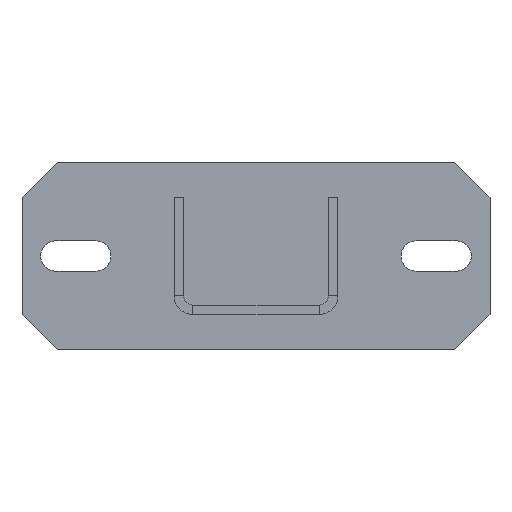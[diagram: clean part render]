
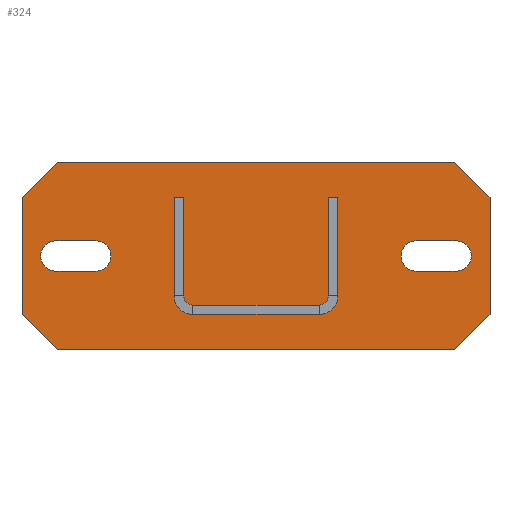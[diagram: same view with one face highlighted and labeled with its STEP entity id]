
A CAD part, front view. The second image highlights one B-rep face of the part: STEP entity #324.
In plain terms, the highlighted face is planar.
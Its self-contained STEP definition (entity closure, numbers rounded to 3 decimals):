
#10=DIRECTION('',(0.707,-0.707,0.));
#11=VECTOR('',#10,21.213);
#12=CARTESIAN_POINT('',(-1314.668,-20.426,8.));
#13=LINE('',#12,#11);
#14=DIRECTION('',(0.,-1.,0.));
#15=VECTOR('',#14,50.);
#16=CARTESIAN_POINT('',(-1314.668,29.574,8.));
#17=LINE('',#16,#15);
#18=DIRECTION('',(-0.707,-0.707,0.));
#19=VECTOR('',#18,21.213);
#20=CARTESIAN_POINT('',(-1299.668,44.574,8.));
#21=LINE('',#20,#19);
#22=DIRECTION('',(-1.,0.,0.));
#23=VECTOR('',#22,170.);
#24=CARTESIAN_POINT('',(-1129.668,44.574,8.));
#25=LINE('',#24,#23);
#26=DIRECTION('',(-0.707,0.707,0.));
#27=VECTOR('',#26,21.213);
#28=CARTESIAN_POINT('',(-1114.668,29.574,8.));
#29=LINE('',#28,#27);
#30=DIRECTION('',(0.,1.,0.));
#31=VECTOR('',#30,50.);
#32=CARTESIAN_POINT('',(-1114.668,-20.426,8.));
#33=LINE('',#32,#31);
#34=DIRECTION('',(0.707,0.707,0.));
#35=VECTOR('',#34,21.213);
#36=CARTESIAN_POINT('',(-1129.668,-35.426,8.));
#37=LINE('',#36,#35);
#38=DIRECTION('',(1.,0.,0.));
#39=VECTOR('',#38,170.);
#40=CARTESIAN_POINT('',(-1299.668,-35.426,8.));
#41=LINE('',#40,#39);
#42=CARTESIAN_POINT('',(-1300.168,4.574,8.));
#43=DIRECTION('',(0.,0.,-1.));
#44=DIRECTION('',(0.,-1.,0.));
#45=AXIS2_PLACEMENT_3D('',#42,#43,#44);
#47=CARTESIAN_POINT('',(-1283.168,4.574,8.));
#48=DIRECTION('',(0.,0.,-1.));
#49=DIRECTION('',(0.,1.,0.));
#50=AXIS2_PLACEMENT_3D('',#47,#48,#49);
#52=CARTESIAN_POINT('',(-1129.168,4.574,8.));
#53=DIRECTION('',(0.,0.,-1.));
#54=DIRECTION('',(0.,1.,0.));
#55=AXIS2_PLACEMENT_3D('',#52,#53,#54);
#57=CARTESIAN_POINT('',(-1146.168,4.574,8.));
#58=DIRECTION('',(0.,0.,-1.));
#59=DIRECTION('',(0.,-1.,0.));
#60=AXIS2_PLACEMENT_3D('',#57,#58,#59);
#154=DIRECTION('',(-1.,0.,0.));
#155=VECTOR('',#154,17.);
#156=CARTESIAN_POINT('',(-1283.168,11.074,8.));
#157=LINE('',#156,#155);
#170=DIRECTION('',(1.,0.,0.));
#171=VECTOR('',#170,17.);
#172=CARTESIAN_POINT('',(-1300.168,-1.926,8.));
#173=LINE('',#172,#171);
#178=DIRECTION('',(1.,0.,0.));
#179=VECTOR('',#178,17.);
#180=CARTESIAN_POINT('',(-1146.168,-1.926,8.));
#181=LINE('',#180,#179);
#194=DIRECTION('',(-1.,0.,0.));
#195=VECTOR('',#194,17.);
#196=CARTESIAN_POINT('',(-1129.168,11.074,8.));
#197=LINE('',#196,#195);
#202=CARTESIAN_POINT('',(-1314.668,-20.426,8.));
#203=CARTESIAN_POINT('',(-1299.668,-35.426,8.));
#204=VERTEX_POINT('',#202);
#205=VERTEX_POINT('',#203);
#210=CARTESIAN_POINT('',(-1314.668,29.574,8.));
#211=VERTEX_POINT('',#210);
#214=CARTESIAN_POINT('',(-1299.668,44.574,8.));
#215=VERTEX_POINT('',#214);
#218=CARTESIAN_POINT('',(-1129.668,44.574,8.));
#219=VERTEX_POINT('',#218);
#222=CARTESIAN_POINT('',(-1114.668,29.574,8.));
#223=VERTEX_POINT('',#222);
#226=CARTESIAN_POINT('',(-1114.668,-20.426,8.));
#227=VERTEX_POINT('',#226);
#230=CARTESIAN_POINT('',(-1129.668,-35.426,8.));
#231=VERTEX_POINT('',#230);
#234=CARTESIAN_POINT('',(-1300.168,-1.926,8.));
#235=CARTESIAN_POINT('',(-1300.168,11.074,8.));
#236=VERTEX_POINT('',#234);
#237=VERTEX_POINT('',#235);
#242=CARTESIAN_POINT('',(-1283.168,11.074,8.));
#243=VERTEX_POINT('',#242);
#246=CARTESIAN_POINT('',(-1283.168,-1.926,8.));
#247=VERTEX_POINT('',#246);
#250=CARTESIAN_POINT('',(-1129.168,11.074,8.));
#251=CARTESIAN_POINT('',(-1129.168,-1.926,8.));
#252=VERTEX_POINT('',#250);
#253=VERTEX_POINT('',#251);
#258=CARTESIAN_POINT('',(-1146.168,-1.926,8.));
#259=VERTEX_POINT('',#258);
#262=CARTESIAN_POINT('',(-1146.168,11.074,8.));
#263=VERTEX_POINT('',#262);
#282=CARTESIAN_POINT('',(-1214.668,4.574,8.));
#283=DIRECTION('',(0.,0.,1.));
#284=DIRECTION('',(1.,0.,0.));
#285=AXIS2_PLACEMENT_3D('',#282,#283,#284);
#286=PLANE('',#285);
#288=ORIENTED_EDGE('',*,*,#287,.F.);
#290=ORIENTED_EDGE('',*,*,#289,.F.);
#292=ORIENTED_EDGE('',*,*,#291,.F.);
#294=ORIENTED_EDGE('',*,*,#293,.F.);
#296=ORIENTED_EDGE('',*,*,#295,.F.);
#298=ORIENTED_EDGE('',*,*,#297,.F.);
#300=ORIENTED_EDGE('',*,*,#299,.F.);
#302=ORIENTED_EDGE('',*,*,#301,.F.);
#303=EDGE_LOOP('',(#288,#290,#292,#294,#296,#298,#300,#302));
#304=FACE_OUTER_BOUND('',#303,.F.);
#306=ORIENTED_EDGE('',*,*,#305,.F.);
#308=ORIENTED_EDGE('',*,*,#307,.T.);
#310=ORIENTED_EDGE('',*,*,#309,.F.);
#312=ORIENTED_EDGE('',*,*,#311,.T.);
#313=EDGE_LOOP('',(#306,#308,#310,#312));
#314=FACE_BOUND('',#313,.F.);
#315=ORIENTED_EDGE('',*,*,#271,.F.);
#317=ORIENTED_EDGE('',*,*,#316,.T.);
#319=ORIENTED_EDGE('',*,*,#318,.F.);
#321=ORIENTED_EDGE('',*,*,#320,.T.);
#322=EDGE_LOOP('',(#315,#317,#319,#321));
#323=FACE_BOUND('',#322,.F.);
#324=ADVANCED_FACE('',(#304,#314,#323),#286,.T.);
#46=CIRCLE('',#45,6.5);
#51=CIRCLE('',#50,6.5);
#56=CIRCLE('',#55,6.5);
#61=CIRCLE('',#60,6.5);
#271=EDGE_CURVE('',#252,#253,#56,.T.);
#287=EDGE_CURVE('',#204,#205,#13,.T.);
#289=EDGE_CURVE('',#211,#204,#17,.T.);
#291=EDGE_CURVE('',#215,#211,#21,.T.);
#293=EDGE_CURVE('',#219,#215,#25,.T.);
#295=EDGE_CURVE('',#223,#219,#29,.T.);
#297=EDGE_CURVE('',#227,#223,#33,.T.);
#299=EDGE_CURVE('',#231,#227,#37,.T.);
#301=EDGE_CURVE('',#205,#231,#41,.T.);
#305=EDGE_CURVE('',#236,#237,#46,.T.);
#307=EDGE_CURVE('',#236,#247,#173,.T.);
#309=EDGE_CURVE('',#243,#247,#51,.T.);
#311=EDGE_CURVE('',#243,#237,#157,.T.);
#316=EDGE_CURVE('',#252,#263,#197,.T.);
#318=EDGE_CURVE('',#259,#263,#61,.T.);
#320=EDGE_CURVE('',#259,#253,#181,.T.);
